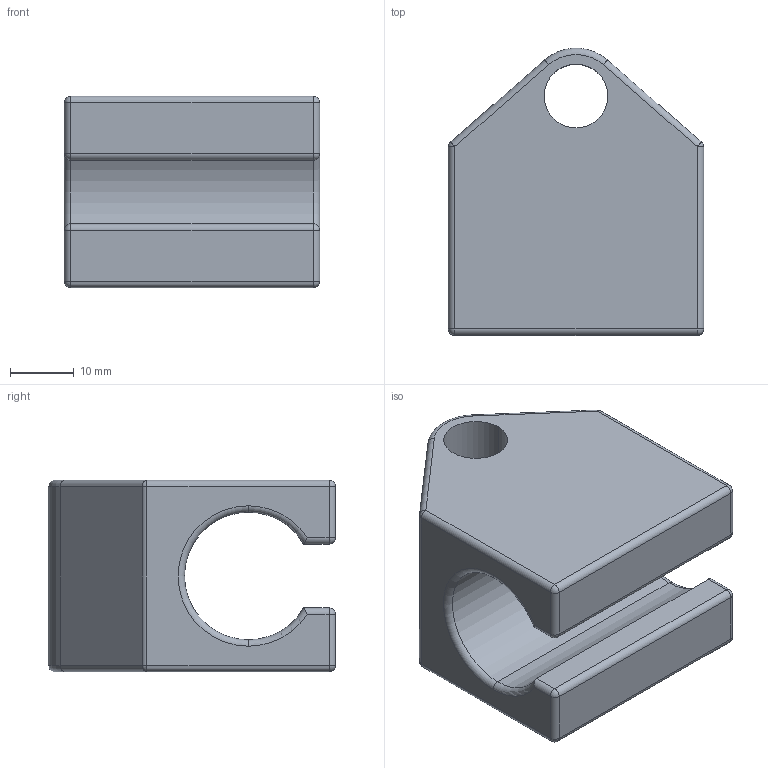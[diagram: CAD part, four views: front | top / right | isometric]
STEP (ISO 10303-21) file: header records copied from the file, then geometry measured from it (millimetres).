
FILE_DESCRIPTION (( 'STEP AP203' ), '1' );
FILE_NAME ('car.STEP', '2019-01-29T02:44:58', ( '' ), ( '' ), 'SwSTEP 2.0', 'SolidWorks 2016', '' );
FILE_SCHEMA (( 'CONFIG_CONTROL_DESIGN' ));
Length unit declared in the file: millimetre
Products named in the file (1): car
Bounding box: 40 x 44.98 x 30 mm (x, y, z)
Volume: 29533.1 mm3; surface area: 9534.2 mm2
Topology: 1 solids, 1 shells, 58 faces, 128 edges, 64 vertices
Faces by surface type: cylinder 28, sphere 12, plane 10, torus 8
Entity records: 1605 total; most frequent: DIRECTION 298, CARTESIAN_POINT 271, ORIENTED_EDGE 240, AXIS2_PLACEMENT_3D 123, EDGE_CURVE 120, CIRCLE 64, VERTEX_POINT 64, EDGE_LOOP 60
